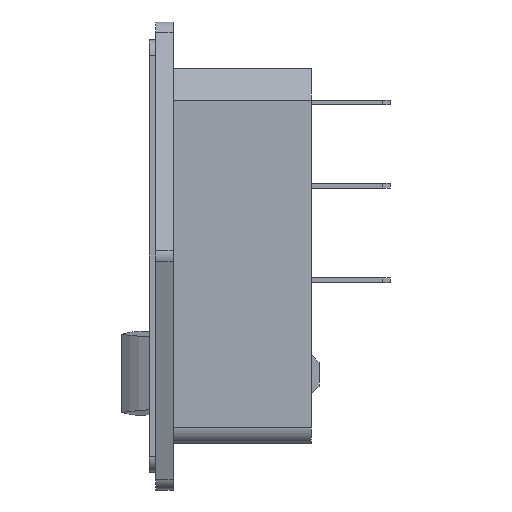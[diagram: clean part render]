
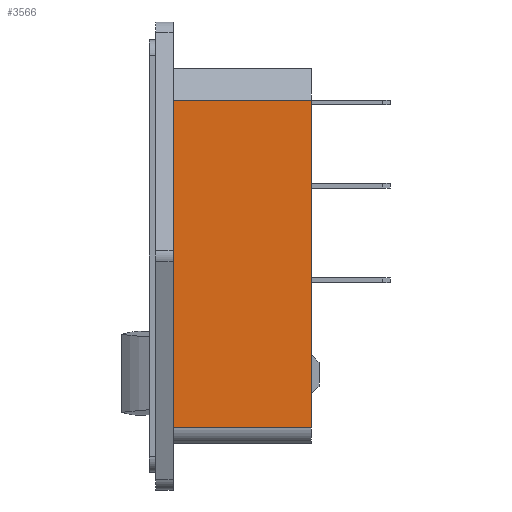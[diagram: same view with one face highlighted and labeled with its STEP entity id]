
A CAD part, left-side view. The second image highlights one B-rep face of the part: STEP entity #3566.
In plain terms, the highlighted planar face has unit normal (-1, 0, 0).
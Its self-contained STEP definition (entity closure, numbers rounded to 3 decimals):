
#116 = LINE ( 'NONE', #3275, #4162 ) ;
#130 = ORIENTED_EDGE ( 'NONE', *, *, #205, .T. ) ;
#205 = EDGE_CURVE ( 'NONE', #950, #2309, #5263, .T. ) ;
#480 = CARTESIAN_POINT ( 'NONE',  ( -13.5, -17.4, 19.65 ) ) ;
#560 = EDGE_CURVE ( 'NONE', #2309, #1703, #4064, .T. ) ;
#754 = DIRECTION ( 'NONE',  ( 0., 0., -1. ) ) ;
#950 = VERTEX_POINT ( 'NONE', #4056 ) ;
#1156 = CARTESIAN_POINT ( 'NONE',  ( -13.5, -17.4, 23.65 ) ) ;
#1188 = DIRECTION ( 'NONE',  ( 1., 0., 0. ) ) ;
#1312 = CARTESIAN_POINT ( 'NONE',  ( -13.5, -17.4, -21.65 ) ) ;
#1526 = FACE_OUTER_BOUND ( 'NONE', #3306, .T. ) ;
#1530 = VERTEX_POINT ( 'NONE', #1312 ) ;
#1703 = VERTEX_POINT ( 'NONE', #2098 ) ;
#2098 = CARTESIAN_POINT ( 'NONE',  ( -13.5, 0., -21.65 ) ) ;
#2181 = DIRECTION ( 'NONE',  ( 0., 0., -1. ) ) ;
#2309 = VERTEX_POINT ( 'NONE', #3107 ) ;
#2559 = EDGE_CURVE ( 'NONE', #1703, #1530, #116, .T. ) ;
#2770 = EDGE_CURVE ( 'NONE', #950, #1530, #3024, .T. ) ;
#2836 = DIRECTION ( 'NONE',  ( 0., -1., 0. ) ) ;
#2905 = ORIENTED_EDGE ( 'NONE', *, *, #2770, .F. ) ;
#3024 = LINE ( 'NONE', #4453, #5458 ) ;
#3107 = CARTESIAN_POINT ( 'NONE',  ( -13.5, 0., 19.65 ) ) ;
#3275 = CARTESIAN_POINT ( 'NONE',  ( -13.5, -17.4, -21.65 ) ) ;
#3306 = EDGE_LOOP ( 'NONE', ( #4817, #4459, #2905, #130 ) ) ;
#3566 = ADVANCED_FACE ( 'NONE', ( #1526 ), #5156, .F. ) ;
#3702 = AXIS2_PLACEMENT_3D ( 'NONE', #1156, #1188, #754 ) ;
#4001 = DIRECTION ( 'NONE',  ( 0., 1., 0. ) ) ;
#4028 = DIRECTION ( 'NONE',  ( 0., 0., -1. ) ) ;
#4056 = CARTESIAN_POINT ( 'NONE',  ( -13.5, -17.4, 19.65 ) ) ;
#4064 = LINE ( 'NONE', #4094, #4133 ) ;
#4094 = CARTESIAN_POINT ( 'NONE',  ( -13.5, 0., 23.65 ) ) ;
#4133 = VECTOR ( 'NONE', #4028, 1000. ) ;
#4162 = VECTOR ( 'NONE', #2836, 1000. ) ;
#4453 = CARTESIAN_POINT ( 'NONE',  ( -13.5, -17.4, 23.65 ) ) ;
#4459 = ORIENTED_EDGE ( 'NONE', *, *, #2559, .T. ) ;
#4817 = ORIENTED_EDGE ( 'NONE', *, *, #560, .T. ) ;
#5156 = PLANE ( 'NONE',  #3702 ) ;
#5263 = LINE ( 'NONE', #480, #5425 ) ;
#5425 = VECTOR ( 'NONE', #4001, 1000. ) ;
#5458 = VECTOR ( 'NONE', #2181, 1000. ) ;
